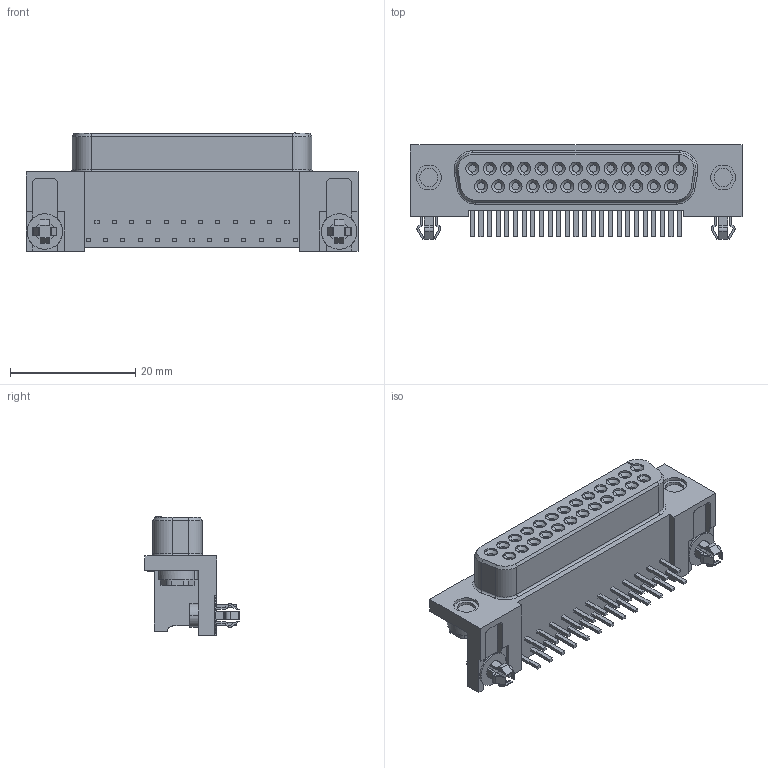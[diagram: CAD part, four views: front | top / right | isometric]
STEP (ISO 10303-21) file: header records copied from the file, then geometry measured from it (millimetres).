
FILE_DESCRIPTION((''),'2;1');
FILE_NAME('C-5748901-1','2010-12-03T',('workeradm'),('Tyco Electronics Ltd.'),'PRO/ENGINEER BY PARAMETRIC TECHNOLOGY CORPORATION, 2009300','PRO/ENGINEER BY PARAMETRIC TECHNOLOGY CORPORATION, 2009300','');
FILE_SCHEMA(('AUTOMOTIVE_DESIGN { 1 0 10303 214 1 1 1 1 }'));
Length unit declared in the file: inch
Products named in the file (1): C-5748901-1
Bounding box: 53.09 x 15.04 x 18.99 mm (x, y, z)
Volume: 6766.6 mm3; surface area: 4076.5 mm2
Topology: 1 solids, 1 shells, 675 faces, 1656 edges, 1060 vertices
Faces by surface type: plane 391, cylinder 220, cone 58, torus 4, extrusion 2
Entity records: 20077 total; most frequent: DIRECTION 3480, CARTESIAN_POINT 3427, ORIENTED_EDGE 3312, EDGE_CURVE 1656, VECTOR 1174, LINE 1172, AXIS2_PLACEMENT_3D 1153, VERTEX_POINT 1060
